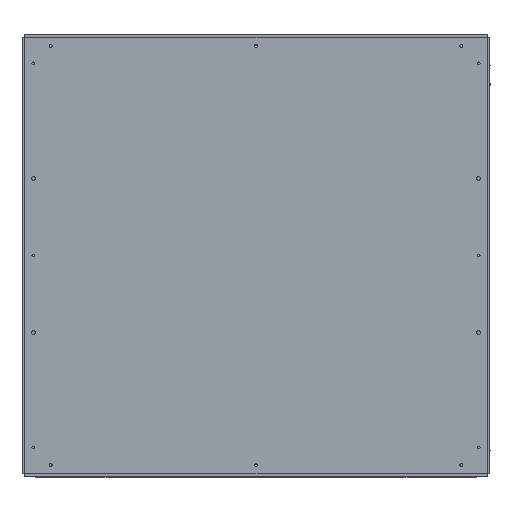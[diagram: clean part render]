
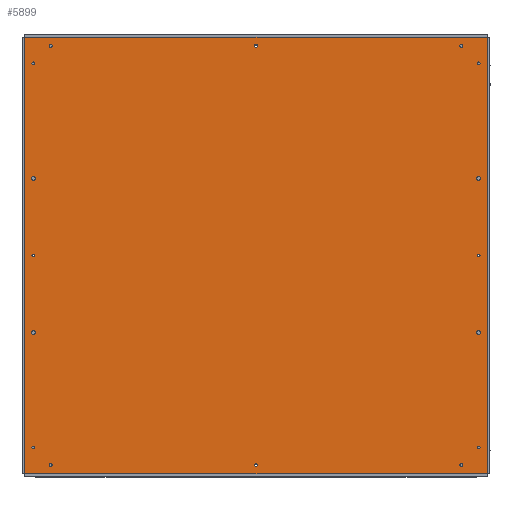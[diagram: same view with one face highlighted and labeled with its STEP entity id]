
A CAD part, top view. The second image highlights one B-rep face of the part: STEP entity #5899.
In plain terms, the highlighted planar face has unit normal (0, 0, 1).
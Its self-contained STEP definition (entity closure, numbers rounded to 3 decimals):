
#289=FACE_BOUND('',#1150,.T.);
#290=FACE_BOUND('',#1151,.T.);
#291=FACE_BOUND('',#1152,.T.);
#292=FACE_BOUND('',#1153,.T.);
#293=FACE_BOUND('',#1154,.T.);
#294=FACE_BOUND('',#1155,.T.);
#295=FACE_BOUND('',#1156,.T.);
#296=FACE_BOUND('',#1157,.T.);
#297=FACE_BOUND('',#1158,.T.);
#298=FACE_BOUND('',#1159,.T.);
#299=FACE_BOUND('',#1160,.T.);
#300=FACE_BOUND('',#1161,.T.);
#301=FACE_BOUND('',#1162,.T.);
#302=FACE_BOUND('',#1163,.T.);
#303=FACE_BOUND('',#1164,.T.);
#304=FACE_BOUND('',#1165,.T.);
#497=PLANE('',#6520);
#706=FACE_OUTER_BOUND('',#1149,.T.);
#1149=EDGE_LOOP('',(#4788,#4789,#4790,#4791));
#1150=EDGE_LOOP('',(#4792));
#1151=EDGE_LOOP('',(#4793));
#1152=EDGE_LOOP('',(#4794));
#1153=EDGE_LOOP('',(#4795));
#1154=EDGE_LOOP('',(#4796));
#1155=EDGE_LOOP('',(#4797));
#1156=EDGE_LOOP('',(#4798));
#1157=EDGE_LOOP('',(#4799));
#1158=EDGE_LOOP('',(#4800));
#1159=EDGE_LOOP('',(#4801));
#1160=EDGE_LOOP('',(#4802));
#1161=EDGE_LOOP('',(#4803));
#1162=EDGE_LOOP('',(#4804));
#1163=EDGE_LOOP('',(#4805));
#1164=EDGE_LOOP('',(#4806));
#1165=EDGE_LOOP('',(#4807));
#1651=LINE('',#9485,#2087);
#1654=LINE('',#9491,#2090);
#1657=LINE('',#9497,#2093);
#1660=LINE('',#9501,#2096);
#2087=VECTOR('',#7775,10.);
#2090=VECTOR('',#7780,10.);
#2093=VECTOR('',#7785,10.);
#2096=VECTOR('',#7790,10.);
#2470=CIRCLE('',#6469,1.65);
#2472=CIRCLE('',#6472,1.65);
#2474=CIRCLE('',#6475,1.65);
#2476=CIRCLE('',#6478,1.65);
#2478=CIRCLE('',#6481,2.15);
#2480=CIRCLE('',#6484,2.15);
#2482=CIRCLE('',#6487,2.15);
#2484=CIRCLE('',#6490,2.15);
#2486=CIRCLE('',#6493,1.65);
#2488=CIRCLE('',#6496,1.65);
#2490=CIRCLE('',#6499,1.65);
#2492=CIRCLE('',#6502,1.65);
#2494=CIRCLE('',#6505,1.65);
#2496=CIRCLE('',#6508,1.65);
#2498=CIRCLE('',#6511,1.65);
#2500=CIRCLE('',#6514,1.65);
#2904=VERTEX_POINT('',#9383);
#2906=VERTEX_POINT('',#9389);
#2908=VERTEX_POINT('',#9395);
#2910=VERTEX_POINT('',#9401);
#2912=VERTEX_POINT('',#9407);
#2914=VERTEX_POINT('',#9413);
#2916=VERTEX_POINT('',#9419);
#2918=VERTEX_POINT('',#9425);
#2920=VERTEX_POINT('',#9431);
#2922=VERTEX_POINT('',#9437);
#2924=VERTEX_POINT('',#9443);
#2926=VERTEX_POINT('',#9449);
#2928=VERTEX_POINT('',#9455);
#2930=VERTEX_POINT('',#9461);
#2932=VERTEX_POINT('',#9467);
#2934=VERTEX_POINT('',#9473);
#2938=VERTEX_POINT('',#9482);
#2939=VERTEX_POINT('',#9484);
#2941=VERTEX_POINT('',#9490);
#2943=VERTEX_POINT('',#9496);
#3553=EDGE_CURVE('',#2904,#2904,#2470,.T.);
#3556=EDGE_CURVE('',#2906,#2906,#2472,.T.);
#3559=EDGE_CURVE('',#2908,#2908,#2474,.T.);
#3562=EDGE_CURVE('',#2910,#2910,#2476,.T.);
#3565=EDGE_CURVE('',#2912,#2912,#2478,.T.);
#3568=EDGE_CURVE('',#2914,#2914,#2480,.T.);
#3571=EDGE_CURVE('',#2916,#2916,#2482,.T.);
#3574=EDGE_CURVE('',#2918,#2918,#2484,.T.);
#3577=EDGE_CURVE('',#2920,#2920,#2486,.T.);
#3580=EDGE_CURVE('',#2922,#2922,#2488,.T.);
#3583=EDGE_CURVE('',#2924,#2924,#2490,.T.);
#3586=EDGE_CURVE('',#2926,#2926,#2492,.T.);
#3589=EDGE_CURVE('',#2928,#2928,#2494,.T.);
#3592=EDGE_CURVE('',#2930,#2930,#2496,.T.);
#3595=EDGE_CURVE('',#2932,#2932,#2498,.T.);
#3598=EDGE_CURVE('',#2934,#2934,#2500,.T.);
#3603=EDGE_CURVE('',#2939,#2938,#1651,.T.);
#3606=EDGE_CURVE('',#2941,#2939,#1654,.T.);
#3609=EDGE_CURVE('',#2943,#2941,#1657,.T.);
#3612=EDGE_CURVE('',#2938,#2943,#1660,.T.);
#4788=ORIENTED_EDGE('',*,*,#3612,.T.);
#4789=ORIENTED_EDGE('',*,*,#3609,.T.);
#4790=ORIENTED_EDGE('',*,*,#3606,.T.);
#4791=ORIENTED_EDGE('',*,*,#3603,.T.);
#4792=ORIENTED_EDGE('',*,*,#3553,.T.);
#4793=ORIENTED_EDGE('',*,*,#3556,.T.);
#4794=ORIENTED_EDGE('',*,*,#3559,.T.);
#4795=ORIENTED_EDGE('',*,*,#3562,.T.);
#4796=ORIENTED_EDGE('',*,*,#3565,.T.);
#4797=ORIENTED_EDGE('',*,*,#3568,.T.);
#4798=ORIENTED_EDGE('',*,*,#3571,.T.);
#4799=ORIENTED_EDGE('',*,*,#3574,.T.);
#4800=ORIENTED_EDGE('',*,*,#3577,.T.);
#4801=ORIENTED_EDGE('',*,*,#3580,.T.);
#4802=ORIENTED_EDGE('',*,*,#3583,.T.);
#4803=ORIENTED_EDGE('',*,*,#3586,.T.);
#4804=ORIENTED_EDGE('',*,*,#3589,.T.);
#4805=ORIENTED_EDGE('',*,*,#3592,.T.);
#4806=ORIENTED_EDGE('',*,*,#3595,.T.);
#4807=ORIENTED_EDGE('',*,*,#3598,.T.);
#5899=ADVANCED_FACE('',(#706,#289,#290,#291,#292,#293,#294,#295,#296,#297,
#298,#299,#300,#301,#302,#303,#304),#497,.T.);
#6469=AXIS2_PLACEMENT_3D('',#9384,#7661,#7662);
#6472=AXIS2_PLACEMENT_3D('',#9390,#7668,#7669);
#6475=AXIS2_PLACEMENT_3D('',#9396,#7675,#7676);
#6478=AXIS2_PLACEMENT_3D('',#9402,#7682,#7683);
#6481=AXIS2_PLACEMENT_3D('',#9408,#7689,#7690);
#6484=AXIS2_PLACEMENT_3D('',#9414,#7696,#7697);
#6487=AXIS2_PLACEMENT_3D('',#9420,#7703,#7704);
#6490=AXIS2_PLACEMENT_3D('',#9426,#7710,#7711);
#6493=AXIS2_PLACEMENT_3D('',#9432,#7717,#7718);
#6496=AXIS2_PLACEMENT_3D('',#9438,#7724,#7725);
#6499=AXIS2_PLACEMENT_3D('',#9444,#7731,#7732);
#6502=AXIS2_PLACEMENT_3D('',#9450,#7738,#7739);
#6505=AXIS2_PLACEMENT_3D('',#9456,#7745,#7746);
#6508=AXIS2_PLACEMENT_3D('',#9462,#7752,#7753);
#6511=AXIS2_PLACEMENT_3D('',#9468,#7759,#7760);
#6514=AXIS2_PLACEMENT_3D('',#9474,#7766,#7767);
#6520=AXIS2_PLACEMENT_3D('',#9502,#7791,#7792);
#7661=DIRECTION('center_axis',(0.,0.,-1.));
#7662=DIRECTION('ref_axis',(-1.,0.,0.));
#7668=DIRECTION('center_axis',(0.,0.,-1.));
#7669=DIRECTION('ref_axis',(-1.,0.,0.));
#7675=DIRECTION('center_axis',(0.,0.,-1.));
#7676=DIRECTION('ref_axis',(-1.,0.,0.));
#7682=DIRECTION('center_axis',(0.,0.,-1.));
#7683=DIRECTION('ref_axis',(-1.,0.,0.));
#7689=DIRECTION('center_axis',(0.,0.,-1.));
#7690=DIRECTION('ref_axis',(-1.,0.,0.));
#7696=DIRECTION('center_axis',(0.,0.,-1.));
#7697=DIRECTION('ref_axis',(-1.,0.,0.));
#7703=DIRECTION('center_axis',(0.,0.,-1.));
#7704=DIRECTION('ref_axis',(-1.,0.,0.));
#7710=DIRECTION('center_axis',(0.,0.,-1.));
#7711=DIRECTION('ref_axis',(-1.,0.,0.));
#7717=DIRECTION('center_axis',(0.,0.,-1.));
#7718=DIRECTION('ref_axis',(-1.,0.,0.));
#7724=DIRECTION('center_axis',(0.,0.,-1.));
#7725=DIRECTION('ref_axis',(-1.,0.,0.));
#7731=DIRECTION('center_axis',(0.,0.,-1.));
#7732=DIRECTION('ref_axis',(-1.,0.,0.));
#7738=DIRECTION('center_axis',(0.,0.,-1.));
#7739=DIRECTION('ref_axis',(-1.,0.,0.));
#7745=DIRECTION('center_axis',(0.,0.,-1.));
#7746=DIRECTION('ref_axis',(-1.,0.,0.));
#7752=DIRECTION('center_axis',(0.,0.,-1.));
#7753=DIRECTION('ref_axis',(-1.,0.,0.));
#7759=DIRECTION('center_axis',(0.,0.,-1.));
#7760=DIRECTION('ref_axis',(-1.,0.,0.));
#7766=DIRECTION('center_axis',(0.,0.,-1.));
#7767=DIRECTION('ref_axis',(-1.,0.,0.));
#7775=DIRECTION('',(-1.,0.,0.));
#7780=DIRECTION('',(0.,1.,0.));
#7785=DIRECTION('',(1.,0.,0.));
#7790=DIRECTION('',(0.,-1.,0.));
#7791=DIRECTION('center_axis',(0.,0.,1.));
#7792=DIRECTION('ref_axis',(1.,0.,0.));
#9383=CARTESIAN_POINT('',(-253.35,55.,158.));
#9384=CARTESIAN_POINT('Origin',(-255.,55.,158.));
#9389=CARTESIAN_POINT('',(256.65,55.,158.));
#9390=CARTESIAN_POINT('Origin',(255.,55.,158.));
#9395=CARTESIAN_POINT('',(236.65,295.,158.));
#9396=CARTESIAN_POINT('Origin',(235.,295.,158.));
#9401=CARTESIAN_POINT('',(256.65,275.,158.));
#9402=CARTESIAN_POINT('Origin',(255.,275.,158.));
#9407=CARTESIAN_POINT('',(-252.85,-33.271,158.));
#9408=CARTESIAN_POINT('Origin',(-255.,-33.271,158.));
#9413=CARTESIAN_POINT('',(257.15,143.271,158.));
#9414=CARTESIAN_POINT('Origin',(255.,143.271,158.));
#9419=CARTESIAN_POINT('',(-252.85,143.271,158.));
#9420=CARTESIAN_POINT('Origin',(-255.,143.271,158.));
#9425=CARTESIAN_POINT('',(257.15,-33.271,158.));
#9426=CARTESIAN_POINT('Origin',(255.,-33.271,158.));
#9431=CARTESIAN_POINT('',(-253.35,275.,158.));
#9432=CARTESIAN_POINT('Origin',(-255.,275.,158.));
#9437=CARTESIAN_POINT('',(-233.35,295.,158.));
#9438=CARTESIAN_POINT('Origin',(-235.,295.,158.));
#9443=CARTESIAN_POINT('',(1.65,295.,158.));
#9444=CARTESIAN_POINT('Origin',(0.,295.,158.));
#9449=CARTESIAN_POINT('',(1.65,-185.,158.));
#9450=CARTESIAN_POINT('Origin',(0.,-185.,
158.));
#9455=CARTESIAN_POINT('',(236.65,-185.,158.));
#9456=CARTESIAN_POINT('Origin',(235.,-185.,158.));
#9461=CARTESIAN_POINT('',(-253.35,-165.,158.));
#9462=CARTESIAN_POINT('Origin',(-255.,-165.,158.));
#9467=CARTESIAN_POINT('',(256.65,-165.,158.));
#9468=CARTESIAN_POINT('Origin',(255.,-165.,158.));
#9473=CARTESIAN_POINT('',(-233.35,-185.,158.));
#9474=CARTESIAN_POINT('Origin',(-235.,-185.,158.));
#9482=CARTESIAN_POINT('',(-265.,305.,158.));
#9484=CARTESIAN_POINT('',(265.,305.,158.));
#9485=CARTESIAN_POINT('',(-265.,305.,158.));
#9490=CARTESIAN_POINT('',(265.,-195.,158.));
#9491=CARTESIAN_POINT('',(265.,-193.5,158.));
#9496=CARTESIAN_POINT('',(-265.,-195.,158.));
#9497=CARTESIAN_POINT('',(-265.,-195.,158.));
#9501=CARTESIAN_POINT('',(-265.,305.,158.));
#9502=CARTESIAN_POINT('Origin',(0.,55.,158.));
